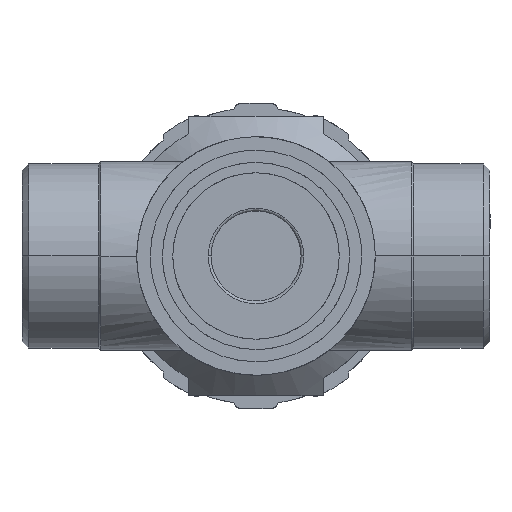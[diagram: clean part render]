
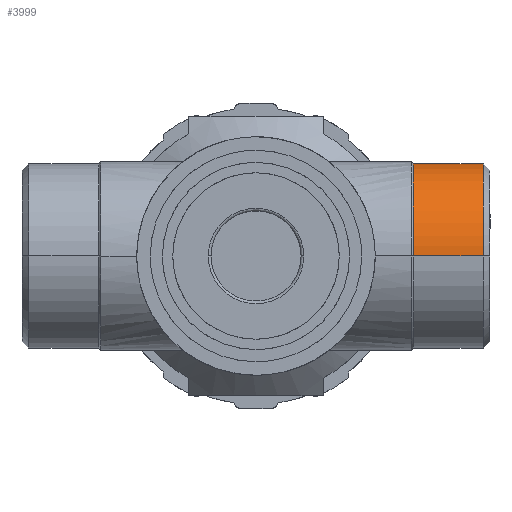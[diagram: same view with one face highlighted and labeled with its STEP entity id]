
A CAD part, front view. The second image highlights one B-rep face of the part: STEP entity #3999.
In plain terms, the highlighted free-form (B-spline) face has degree [2, 1] with [5, 2] control points.
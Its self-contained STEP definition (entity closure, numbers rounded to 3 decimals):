
#231 = CARTESIAN_POINT ( 'NONE',  ( 664.471, 226.013, 10.25 ) ) ;
#269 = CARTESIAN_POINT ( 'NONE',  ( 664.471, 215.763, 0. ) ) ;
#491 = CARTESIAN_POINT ( 'NONE',  ( 656.721, 236.263, 0. ) ) ;
#904 = ORIENTED_EDGE ( 'NONE', *, *, #14426, .T. ) ;
#916 = FACE_OUTER_BOUND ( 'NONE', #6714, .T. ) ;
#940 = CARTESIAN_POINT ( 'NONE',  ( 664.471, 215.763, 0. ) ) ;
#1147 = ORIENTED_EDGE ( 'NONE', *, *, #11759, .T. ) ;
#1614 = CARTESIAN_POINT ( 'NONE',  ( 664.471, 215.763, 10.25 ) ) ;
#1683 = CARTESIAN_POINT ( 'NONE',  ( 656.566, 236.263, 10.25 ) ) ;
#2135 = ORIENTED_EDGE ( 'NONE', *, *, #2256, .F. ) ;
#2256 = EDGE_CURVE ( 'NONE', #10306, #5849, #10810, .T. ) ;
#3651 = CARTESIAN_POINT ( 'NONE',  ( 656.721, 215.763, 0. ) ) ;
#3748 = CARTESIAN_POINT ( 'NONE',  ( 656.721, 226.013, 10.25 ) ) ;
#3999 = ADVANCED_FACE ( 'NONE', ( #916 ), #4250, .T. ) ;
#4250 =( BOUNDED_SURFACE ( )  B_SPLINE_SURFACE ( 2, 1, ( 
 ( #8812, #10710 ),
 ( #14963, #9021 ),
 ( #4722, #14864 ),
 ( #12282, #1683 ),
 ( #15071, #11888 ) ),
 .UNSPECIFIED., .F., .F., .F. ) 
 B_SPLINE_SURFACE_WITH_KNOTS ( ( 3, 2, 3 ),
 ( 2, 2 ),
 ( 180., 270., 360. ),
 ( -4.03, 4.03 ),
 .UNSPECIFIED. ) 
 GEOMETRIC_REPRESENTATION_ITEM ( )  RATIONAL_B_SPLINE_SURFACE ( (
 ( 1., 1.),
 ( 0.707, 0.707),
 ( 1., 1.),
 ( 0.707, 0.707),
 ( 1., 1.) ) ) 
 REPRESENTATION_ITEM ( '' )  SURFACE ( )  );
#4722 = CARTESIAN_POINT ( 'NONE',  ( 664.626, 226.013, 10.25 ) ) ;
#5113 = CARTESIAN_POINT ( 'NONE',  ( 664.471, 236.263, 0. ) ) ;
#5849 = VERTEX_POINT ( 'NONE', #13586 ) ;
#6714 = EDGE_LOOP ( 'NONE', ( #2135, #8934, #904, #1147 ) ) ;
#7579 = CARTESIAN_POINT ( 'NONE',  ( 656.721, 215.763, 0. ) ) ;
#7854 = CARTESIAN_POINT ( 'NONE',  ( 664.471, 215.763, 0. ) ) ;
#8573 = CARTESIAN_POINT ( 'NONE',  ( 664.471, 236.263, 0. ) ) ;
#8599 = CARTESIAN_POINT ( 'NONE',  ( 656.721, 215.763, 10.25 ) ) ;
#8812 = CARTESIAN_POINT ( 'NONE',  ( 664.626, 215.763, 0. ) ) ;
#8839 = CARTESIAN_POINT ( 'NONE',  ( 656.721, 236.263, 0. ) ) ;
#8934 = ORIENTED_EDGE ( 'NONE', *, *, #18195, .F. ) ;
#9021 = CARTESIAN_POINT ( 'NONE',  ( 656.566, 215.763, 10.25 ) ) ;
#9161 =( BOUNDED_CURVE ( )  B_SPLINE_CURVE ( 2, ( #17547, #10010, #3748, #8599, #3651 ),
 .UNSPECIFIED., .F., .T. ) 
 B_SPLINE_CURVE_WITH_KNOTS ( ( 3, 2, 3 ),
 ( 0., 90., 180. ),
 .UNSPECIFIED. ) 
 CURVE ( )  GEOMETRIC_REPRESENTATION_ITEM ( )  RATIONAL_B_SPLINE_CURVE ( ( 1., 0.707, 1., 0.707, 1. ) ) 
 REPRESENTATION_ITEM ( '' )  );
#9600 = VERTEX_POINT ( 'NONE', #8573 ) ;
#10010 = CARTESIAN_POINT ( 'NONE',  ( 656.721, 236.263, 10.25 ) ) ;
#10306 = VERTEX_POINT ( 'NONE', #940 ) ;
#10426 = VERTEX_POINT ( 'NONE', #8839 ) ;
#10710 = CARTESIAN_POINT ( 'NONE',  ( 656.566, 215.763, 0. ) ) ;
#10810 = B_SPLINE_CURVE_WITH_KNOTS ( 'NONE', 1,
 ( #269, #7579 ),
 .UNSPECIFIED., .F., .F.,
 ( 2, 2 ),
 ( -3.875, 3.875 ),
 .UNSPECIFIED. ) ;
#11095 = B_SPLINE_CURVE_WITH_KNOTS ( 'NONE', 1,
 ( #5113, #491 ),
 .UNSPECIFIED., .F., .F.,
 ( 2, 2 ),
 ( -3.875, 3.875 ),
 .UNSPECIFIED. ) ;
#11759 = EDGE_CURVE ( 'NONE', #10426, #5849, #9161, .T. ) ;
#11888 = CARTESIAN_POINT ( 'NONE',  ( 656.566, 236.263, 0. ) ) ;
#12282 = CARTESIAN_POINT ( 'NONE',  ( 664.626, 236.263, 10.25 ) ) ;
#13586 = CARTESIAN_POINT ( 'NONE',  ( 656.721, 215.763, 0. ) ) ;
#13825 = CARTESIAN_POINT ( 'NONE',  ( 664.471, 236.263, 10.25 ) ) ;
#14426 = EDGE_CURVE ( 'NONE', #9600, #10426, #11095, .T. ) ;
#14864 = CARTESIAN_POINT ( 'NONE',  ( 656.566, 226.013, 10.25 ) ) ;
#14963 = CARTESIAN_POINT ( 'NONE',  ( 664.626, 215.763, 10.25 ) ) ;
#15071 = CARTESIAN_POINT ( 'NONE',  ( 664.626, 236.263, 0. ) ) ;
#16481 = CARTESIAN_POINT ( 'NONE',  ( 664.471, 236.263, 0. ) ) ;
#17457 =( BOUNDED_CURVE ( )  B_SPLINE_CURVE ( 2, ( #16481, #13825, #231, #1614, #7854 ),
 .UNSPECIFIED., .F., .F. ) 
 B_SPLINE_CURVE_WITH_KNOTS ( ( 3, 2, 3 ),
 ( 0., 90., 180. ),
 .UNSPECIFIED. ) 
 CURVE ( )  GEOMETRIC_REPRESENTATION_ITEM ( )  RATIONAL_B_SPLINE_CURVE ( ( 1., 0.707, 1., 0.707, 1. ) ) 
 REPRESENTATION_ITEM ( '' )  );
#17547 = CARTESIAN_POINT ( 'NONE',  ( 656.721, 236.263, 0. ) ) ;
#18195 = EDGE_CURVE ( 'NONE', #9600, #10306, #17457, .T. ) ;
